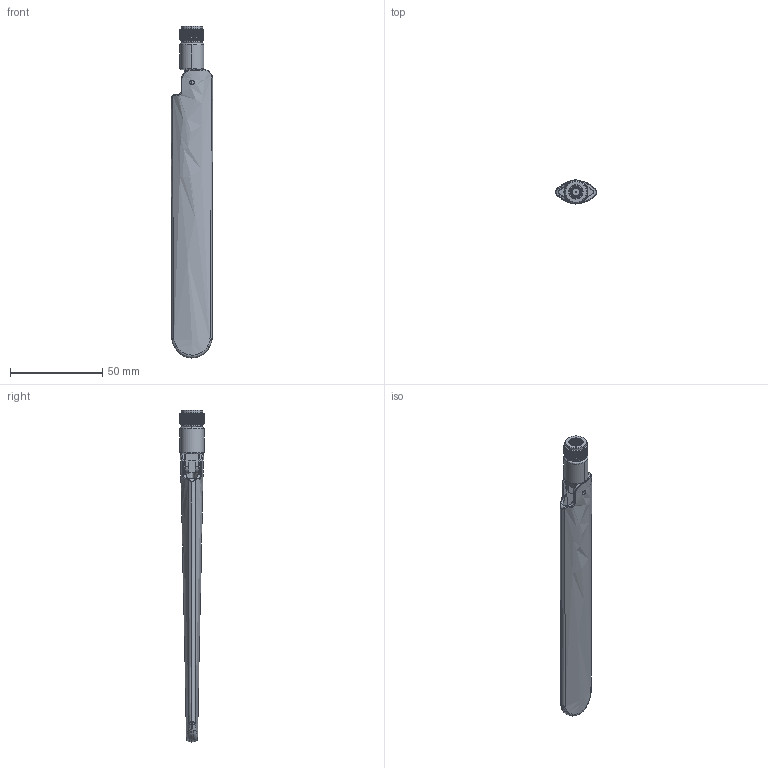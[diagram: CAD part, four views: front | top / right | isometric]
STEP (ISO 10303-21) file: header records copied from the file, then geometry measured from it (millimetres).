
FILE_DESCRIPTION (( 'STEP AP214' ), '1' );
FILE_NAME ('FM51RD1030_3D.step', '2022-12-30T21:26:21', ( '' ), ( '' ), 'SwSTEP 2.0', 'SolidWorks 2022', '' );
FILE_SCHEMA (( 'AUTOMOTIVE_DESIGN' ));
Length unit declared in the file: millimetre
Products named in the file (3): FM51RD1030_3D; HG67104RD-SM_radome; HG67104RD-SM_connector
Assembly tree (2 placements, depth 2):
  FM51RD1030_3D
    HG67104RD-SM_radome
    HG67104RD-SM_connector
Bounding box: 22.34 x 13 x 179.65 mm (x, y, z)
Surface area: 10786.2 mm2 (no closed solid volume)
Topology: 0 solids, 2 shells, 310 faces, 852 edges, 559 vertices
Faces by surface type: plane 133, cylinder 95, bspline 65, cone 17
Entity records: 34735 total; most frequent: CARTESIAN_POINT 24276, ORIENTED_EDGE 1704, DIRECTION 1082, EDGE_CURVE 852, VERTEX_POINT 559, B_SPLINE_CURVE_WITH_KNOTS 423, AXIS2_PLACEMENT_3D 414, EDGE_LOOP 327
